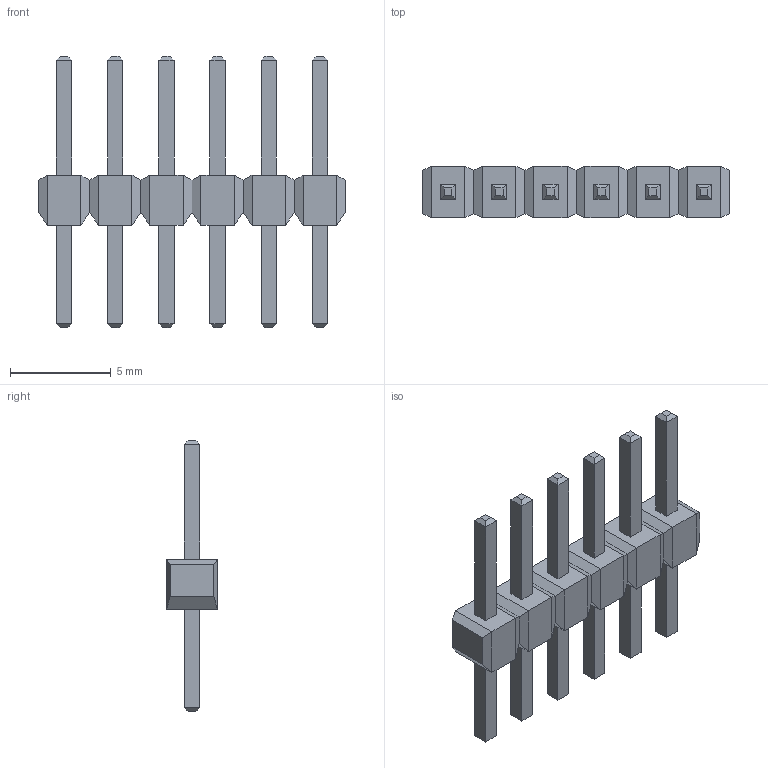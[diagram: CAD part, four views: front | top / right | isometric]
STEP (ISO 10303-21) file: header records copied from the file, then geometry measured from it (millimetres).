
FILE_DESCRIPTION(('STEP AP214'),'1');
FILE_NAME('CONN_PEC06SAAN_SUL','2024-01-28T03:07:58',(''),(''),'','','');
FILE_SCHEMA(('AUTOMOTIVE_DESIGN'));
Length unit declared in the file: millimetre
Products named in the file (1): product
Bounding box: 15.24 x 2.54 x 13.46 mm (x, y, z)
Volume: 126.2 mm3; surface area: 376.2 mm2
Topology: 13 solids, 13 shells, 194 faces, 388 edges, 220 vertices
Faces by surface type: plane 194
Entity records: 4714 total; most frequent: DIRECTION 778, ORIENTED_EDGE 776, CARTESIAN_POINT 415, EDGE_CURVE 388, LINE 388, VECTOR 388, VERTEX_POINT 220, AXIS2_PLACEMENT_3D 195
